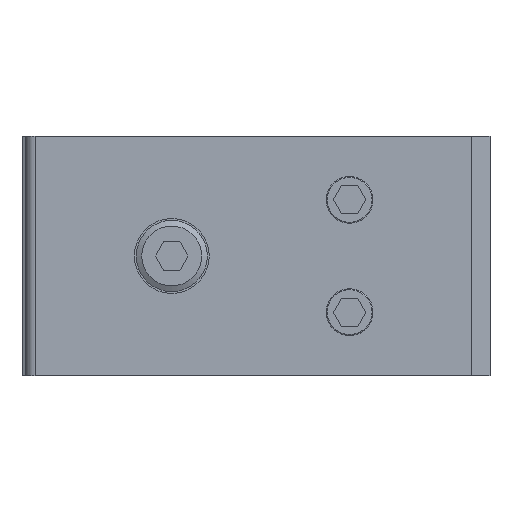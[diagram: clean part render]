
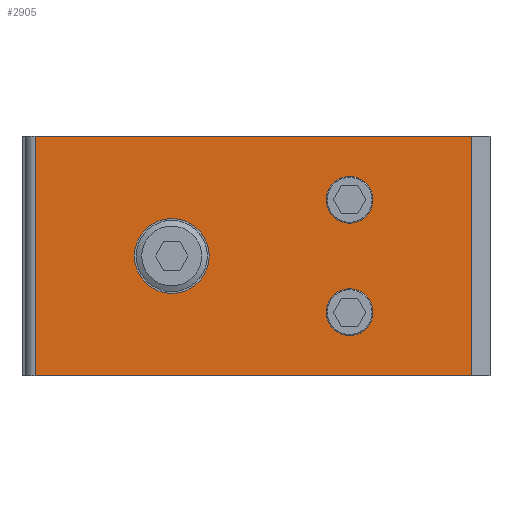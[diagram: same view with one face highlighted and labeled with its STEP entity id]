
A CAD part, left-side view. The second image highlights one B-rep face of the part: STEP entity #2905.
In plain terms, the highlighted planar face has unit normal (-1, 0, 0).
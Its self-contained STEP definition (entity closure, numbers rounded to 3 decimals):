
#102=FACE_BOUND('',#501,.T.);
#103=FACE_BOUND('',#502,.T.);
#104=FACE_BOUND('',#503,.T.);
#203=PLANE('',#3183);
#332=FACE_OUTER_BOUND('',#500,.T.);
#500=EDGE_LOOP('',(#2409,#2410,#2411,#2412));
#501=EDGE_LOOP('',(#2413,#2414));
#502=EDGE_LOOP('',(#2415,#2416));
#503=EDGE_LOOP('',(#2417,#2418));
#635=LINE('',#4331,#874);
#754=LINE('',#5143,#993);
#756=LINE('',#5149,#995);
#757=LINE('',#5150,#996);
#874=VECTOR('',#3482,10.);
#993=VECTOR('',#3881,10.);
#995=VECTOR('',#3887,10.);
#996=VECTOR('',#3888,10.);
#1043=CIRCLE('',#2979,1.25);
#1044=CIRCLE('',#2980,1.25);
#1131=CIRCLE('',#3153,1.25);
#1132=CIRCLE('',#3154,1.25);
#1146=CIRCLE('',#3184,2.);
#1147=CIRCLE('',#3185,2.);
#1187=VERTEX_POINT('',#4102);
#1188=VERTEX_POINT('',#4103);
#1240=VERTEX_POINT('',#4289);
#1260=VERTEX_POINT('',#4329);
#1375=VERTEX_POINT('',#5063);
#1376=VERTEX_POINT('',#5064);
#1401=VERTEX_POINT('',#5142);
#1403=VERTEX_POINT('',#5148);
#1404=VERTEX_POINT('',#5151);
#1405=VERTEX_POINT('',#5152);
#1465=EDGE_CURVE('',#1187,#1188,#1043,.T.);
#1466=EDGE_CURVE('',#1188,#1187,#1044,.T.);
#1560=EDGE_CURVE('',#1260,#1240,#635,.T.);
#1728=EDGE_CURVE('',#1375,#1376,#1131,.T.);
#1729=EDGE_CURVE('',#1376,#1375,#1132,.T.);
#1766=EDGE_CURVE('',#1240,#1401,#754,.T.);
#1769=EDGE_CURVE('',#1403,#1260,#756,.T.);
#1770=EDGE_CURVE('',#1401,#1403,#757,.T.);
#1771=EDGE_CURVE('',#1404,#1405,#1146,.T.);
#1772=EDGE_CURVE('',#1405,#1404,#1147,.T.);
#2409=ORIENTED_EDGE('',*,*,#1766,.F.);
#2410=ORIENTED_EDGE('',*,*,#1560,.F.);
#2411=ORIENTED_EDGE('',*,*,#1769,.F.);
#2412=ORIENTED_EDGE('',*,*,#1770,.F.);
#2413=ORIENTED_EDGE('',*,*,#1771,.T.);
#2414=ORIENTED_EDGE('',*,*,#1772,.T.);
#2415=ORIENTED_EDGE('',*,*,#1465,.T.);
#2416=ORIENTED_EDGE('',*,*,#1466,.T.);
#2417=ORIENTED_EDGE('',*,*,#1728,.T.);
#2418=ORIENTED_EDGE('',*,*,#1729,.T.);
#2905=ADVANCED_FACE('',(#332,#102,#103,#104),#203,.T.);
#2979=AXIS2_PLACEMENT_3D('',#4104,#3300,#3301);
#2980=AXIS2_PLACEMENT_3D('',#4105,#3302,#3303);
#3153=AXIS2_PLACEMENT_3D('',#5065,#3799,#3800);
#3154=AXIS2_PLACEMENT_3D('',#5066,#3801,#3802);
#3183=AXIS2_PLACEMENT_3D('',#5147,#3885,#3886);
#3184=AXIS2_PLACEMENT_3D('',#5153,#3889,#3890);
#3185=AXIS2_PLACEMENT_3D('',#5154,#3891,#3892);
#3300=DIRECTION('center_axis',(1.,0.,0.));
#3301=DIRECTION('ref_axis',(0.,0.,-1.));
#3302=DIRECTION('center_axis',(1.,0.,0.));
#3303=DIRECTION('ref_axis',(0.,0.,-1.));
#3482=DIRECTION('',(0.,1.,0.));
#3799=DIRECTION('center_axis',(1.,0.,0.));
#3800=DIRECTION('ref_axis',(0.,0.,-1.));
#3801=DIRECTION('center_axis',(1.,0.,0.));
#3802=DIRECTION('ref_axis',(0.,0.,-1.));
#3881=DIRECTION('',(0.,0.,1.));
#3885=DIRECTION('center_axis',(-1.,0.,0.));
#3886=DIRECTION('ref_axis',(0.,-1.,0.));
#3887=DIRECTION('',(0.,0.,-1.));
#3888=DIRECTION('',(0.,-1.,0.));
#3889=DIRECTION('center_axis',(1.,0.,0.));
#3890=DIRECTION('ref_axis',(0.,0.,-1.));
#3891=DIRECTION('center_axis',(1.,0.,0.));
#3892=DIRECTION('ref_axis',(0.,0.,-1.));
#4102=CARTESIAN_POINT('',(-12.5,-5.,-4.25));
#4103=CARTESIAN_POINT('',(-12.5,-5.,-1.75));
#4104=CARTESIAN_POINT('Origin',(-12.5,-5.,-3.));
#4105=CARTESIAN_POINT('Origin',(-12.5,-5.,-3.));
#4289=CARTESIAN_POINT('',(-12.5,11.794,-6.4));
#4329=CARTESIAN_POINT('',(-12.5,-11.5,-6.4));
#4331=CARTESIAN_POINT('',(-12.5,-12.5,-6.4));
#5063=CARTESIAN_POINT('',(-12.5,-5.,1.75));
#5064=CARTESIAN_POINT('',(-12.5,-5.,4.25));
#5065=CARTESIAN_POINT('Origin',(-12.5,-5.,3.));
#5066=CARTESIAN_POINT('Origin',(-12.5,-5.,3.));
#5142=CARTESIAN_POINT('',(-12.5,11.794,6.4));
#5143=CARTESIAN_POINT('',(-12.5,11.794,6.4));
#5147=CARTESIAN_POINT('Origin',(-12.5,12.5,0.));
#5148=CARTESIAN_POINT('',(-12.5,-11.5,6.4));
#5149=CARTESIAN_POINT('',(-12.5,-11.5,0.));
#5150=CARTESIAN_POINT('',(-12.5,-12.5,6.4));
#5151=CARTESIAN_POINT('',(-12.5,4.5,-2.));
#5152=CARTESIAN_POINT('',(-12.5,4.5,2.));
#5153=CARTESIAN_POINT('Origin',(-12.5,4.5,0.));
#5154=CARTESIAN_POINT('Origin',(-12.5,4.5,0.));
